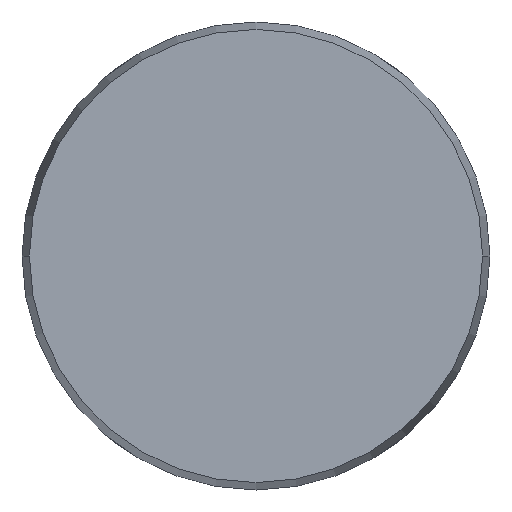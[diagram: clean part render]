
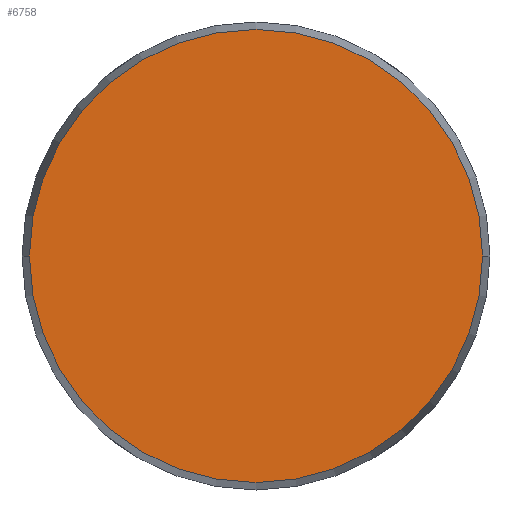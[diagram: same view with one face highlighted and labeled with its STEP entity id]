
A CAD part, front view. The second image highlights one B-rep face of the part: STEP entity #6758.
In plain terms, the highlighted planar face has unit normal (0, -1, 0).
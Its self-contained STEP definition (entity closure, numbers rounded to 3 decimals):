
#877 = CIRCLE ( 'NONE', #11715, 35.584 ) ;
#1109 = DIRECTION ( 'NONE',  ( -1., 0., 0. ) ) ;
#1942 = VERTEX_POINT ( 'NONE', #4583 ) ;
#2181 = CARTESIAN_POINT ( 'NONE',  ( -35.584, 0., 0. ) ) ;
#2671 = EDGE_CURVE ( 'NONE', #13602, #1942, #877, .T. ) ;
#3093 = PLANE ( 'NONE',  #4884 ) ;
#3794 = ORIENTED_EDGE ( 'NONE', *, *, #4631, .F. ) ;
#4119 = DIRECTION ( 'NONE',  ( 0., 1., 0. ) ) ;
#4577 = EDGE_LOOP ( 'NONE', ( #6882, #3794 ) ) ;
#4583 = CARTESIAN_POINT ( 'NONE',  ( 35.584, 0., 0. ) ) ;
#4631 = EDGE_CURVE ( 'NONE', #1942, #13602, #9511, .T. ) ;
#4884 = AXIS2_PLACEMENT_3D ( 'NONE', #9688, #12747, #10750 ) ;
#5185 = CARTESIAN_POINT ( 'NONE',  ( 0., 0., 0. ) ) ;
#6758 = ADVANCED_FACE ( 'NONE', ( #12295 ), #3093, .F. ) ;
#6882 = ORIENTED_EDGE ( 'NONE', *, *, #2671, .F. ) ;
#9313 = DIRECTION ( 'NONE',  ( 0., 1., 0. ) ) ;
#9511 = CIRCLE ( 'NONE', #9798, 35.584 ) ;
#9688 = CARTESIAN_POINT ( 'NONE',  ( 35.584, 0., 0. ) ) ;
#9798 = AXIS2_PLACEMENT_3D ( 'NONE', #11626, #4119, #10595 ) ;
#10595 = DIRECTION ( 'NONE',  ( -1., 0., 0. ) ) ;
#10750 = DIRECTION ( 'NONE',  ( -1., 0., 0. ) ) ;
#11626 = CARTESIAN_POINT ( 'NONE',  ( 0., 0., 0. ) ) ;
#11715 = AXIS2_PLACEMENT_3D ( 'NONE', #5185, #9313, #1109 ) ;
#12295 = FACE_OUTER_BOUND ( 'NONE', #4577, .T. ) ;
#12747 = DIRECTION ( 'NONE',  ( 0., 1., 0. ) ) ;
#13602 = VERTEX_POINT ( 'NONE', #2181 ) ;
